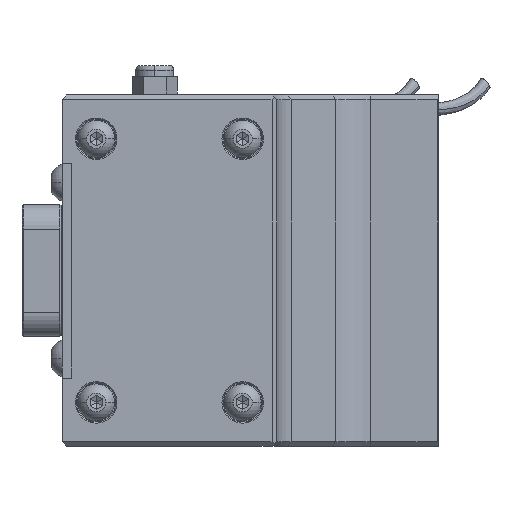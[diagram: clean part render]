
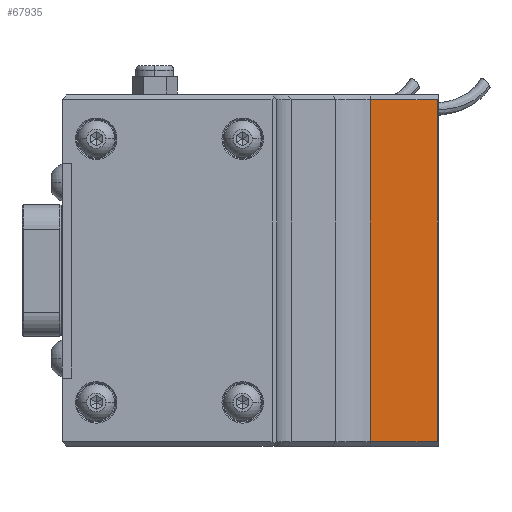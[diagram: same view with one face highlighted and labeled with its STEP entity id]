
A CAD part, left-side view. The second image highlights one B-rep face of the part: STEP entity #67935.
In plain terms, the highlighted planar face has unit normal (-1, 0, 0).
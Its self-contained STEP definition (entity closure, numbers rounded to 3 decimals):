
#1423 = LINE ( 'NONE', #22477, #63967 ) ;
#2844 = CARTESIAN_POINT ( 'NONE',  ( -62.5, 13.858, -35. ) ) ;
#4757 = CARTESIAN_POINT ( 'NONE',  ( -62.5, 0., -35. ) ) ;
#10459 = CARTESIAN_POINT ( 'NONE',  ( -62.5, 0., -36. ) ) ;
#10581 = CARTESIAN_POINT ( 'NONE',  ( -62.5, 0.15, -36. ) ) ;
#10724 = DIRECTION ( 'NONE',  ( 0., 0., -1. ) ) ;
#13670 = CARTESIAN_POINT ( 'NONE',  ( -62.5, 0., 35. ) ) ;
#14972 = EDGE_CURVE ( 'NONE', #21294, #75463, #1423, .T. ) ;
#16382 = DIRECTION ( 'NONE',  ( 0., 0., 1. ) ) ;
#16405 = EDGE_CURVE ( 'NONE', #67551, #63227, #29879, .T. ) ;
#18539 = FACE_OUTER_BOUND ( 'NONE', #21787, .T. ) ;
#19447 = ORIENTED_EDGE ( 'NONE', *, *, #25350, .T. ) ;
#21294 = VERTEX_POINT ( 'NONE', #2844 ) ;
#21377 = ORIENTED_EDGE ( 'NONE', *, *, #45921, .T. ) ;
#21787 = EDGE_LOOP ( 'NONE', ( #64586, #19447, #52686, #21377 ) ) ;
#22477 = CARTESIAN_POINT ( 'NONE',  ( -62.5, 13.858, -36. ) ) ;
#22618 = PLANE ( 'NONE',  #32055 ) ;
#25350 = EDGE_CURVE ( 'NONE', #21294, #67551, #56292, .T. ) ;
#27881 = VECTOR ( 'NONE', #65398, 1000. ) ;
#29879 = LINE ( 'NONE', #10581, #76328 ) ;
#32055 = AXIS2_PLACEMENT_3D ( 'NONE', #10459, #46998, #10724 ) ;
#34086 = CARTESIAN_POINT ( 'NONE',  ( -62.5, 0.15, 35. ) ) ;
#40774 = DIRECTION ( 'NONE',  ( 0., 0., 1. ) ) ;
#45921 = EDGE_CURVE ( 'NONE', #63227, #75463, #68556, .T. ) ;
#46998 = DIRECTION ( 'NONE',  ( 1., 0., 0. ) ) ;
#52361 = VECTOR ( 'NONE', #56016, 1000. ) ;
#52686 = ORIENTED_EDGE ( 'NONE', *, *, #16405, .T. ) ;
#52844 = CARTESIAN_POINT ( 'NONE',  ( -62.5, 0.15, -35. ) ) ;
#56016 = DIRECTION ( 'NONE',  ( 0., 1., 0. ) ) ;
#56292 = LINE ( 'NONE', #4757, #27881 ) ;
#63173 = CARTESIAN_POINT ( 'NONE',  ( -62.5, 13.858, 35. ) ) ;
#63227 = VERTEX_POINT ( 'NONE', #34086 ) ;
#63967 = VECTOR ( 'NONE', #16382, 1000. ) ;
#64586 = ORIENTED_EDGE ( 'NONE', *, *, #14972, .F. ) ;
#65398 = DIRECTION ( 'NONE',  ( 0., -1., 0. ) ) ;
#67551 = VERTEX_POINT ( 'NONE', #52844 ) ;
#67935 = ADVANCED_FACE ( 'NONE', ( #18539 ), #22618, .F. ) ;
#68556 = LINE ( 'NONE', #13670, #52361 ) ;
#75463 = VERTEX_POINT ( 'NONE', #63173 ) ;
#76328 = VECTOR ( 'NONE', #40774, 1000. ) ;
